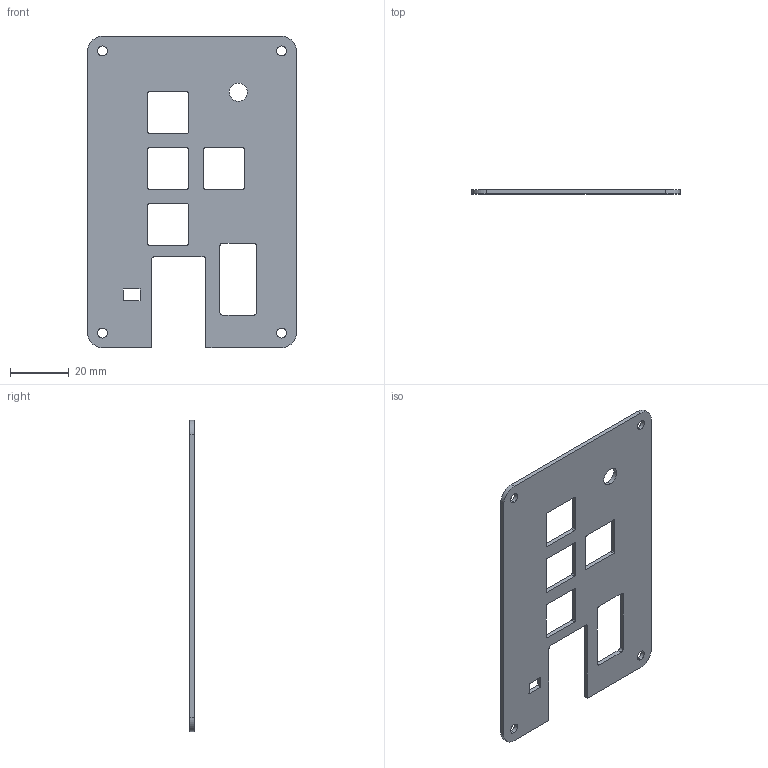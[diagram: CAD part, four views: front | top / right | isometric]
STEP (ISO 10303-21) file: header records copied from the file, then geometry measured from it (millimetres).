
FILE_DESCRIPTION (( 'STEP AP214' ), '1' );
FILE_NAME ('plate.STEP', '2025-12-27T10:05:57', ( '' ), ( '' ), 'SwSTEP 2.0', 'SolidWorks 2025', '' );
FILE_SCHEMA (( 'AUTOMOTIVE_DESIGN' ));
Length unit declared in the file: millimetre
Products named in the file (1): plate
Bounding box: 71 x 1.5 x 106 mm (x, y, z)
Volume: 8629.3 mm3; surface area: 12677.5 mm2
Topology: 1 solids, 1 shells, 74 faces, 216 edges, 144 vertices
Faces by surface type: cylinder 36, plane 34, bspline 4
Entity records: 2575 total; most frequent: CARTESIAN_POINT 499, ORIENTED_EDGE 432, DIRECTION 422, EDGE_CURVE 216, VERTEX_POINT 144, AXIS2_PLACEMENT_3D 143, LINE 136, VECTOR 136
